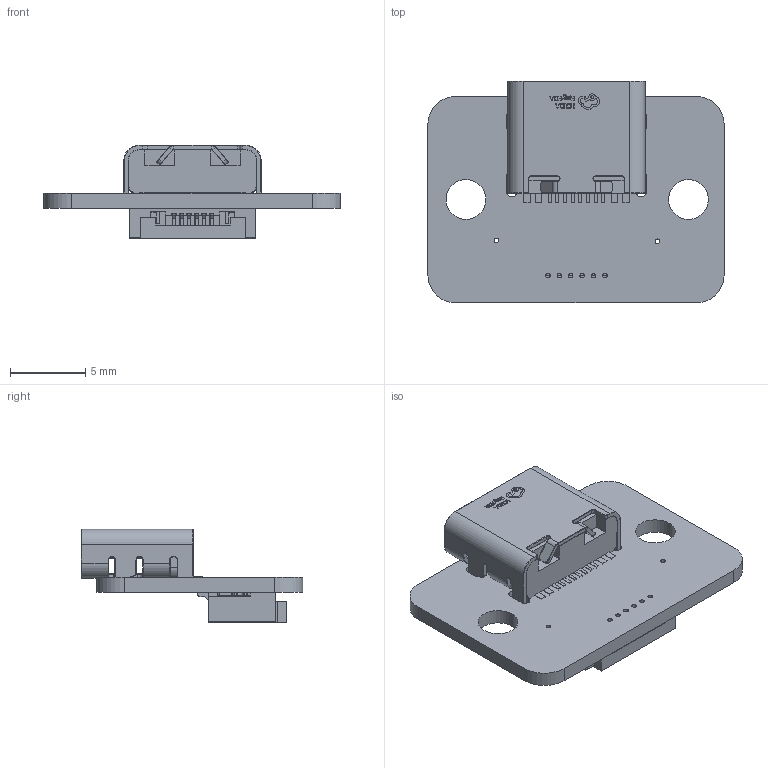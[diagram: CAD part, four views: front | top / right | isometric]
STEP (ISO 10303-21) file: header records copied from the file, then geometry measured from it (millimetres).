
FILE_DESCRIPTION(/* description */ (''),/* implementation_level */ '2;1');
FILE_NAME(/* name */ 'SG-61_USB.step',/* time_stamp */ '2022-10-30T18:15:55+08:00',/* author */ (''),/* organization */ (''),/* preprocessor_version */ 'ST-DEVELOPER v19.2',/* originating_system */ 'Autodesk Translation Framework v11.17.0.187',/* authorisation */ '');
FILE_SCHEMA (('AUTOMOTIVE_DESIGN { 1 0 10303 214 3 1 1 }'));
Length unit declared in the file: millimetre
Products named in the file (8): SG-61_USB; COMPOUND; FPC1; FPC-SMD_6P-P0.50_DEALON_0.5K-DX-6PWB; COMPOUND (1); USB1; usb-c-smd_kh-type-c-16p; COMPOUND (2)
Assembly tree (7 placements, depth 4):
  SG-61_USB
    COMPOUND
    FPC1
      FPC-SMD_6P-P0.50_DEALON_0.5K-DX-6PWB
        COMPOUND (1)
    USB1
      usb-c-smd_kh-type-c-16p
        COMPOUND (2)
Bounding box: 19.75 x 14.76 x 6.22 mm (x, y, z)
Volume: 444.6 mm3; surface area: 1335.8 mm2
Topology: 25 solids, 25 shells, 1444 faces, 3793 edges, 2434 vertices
Faces by surface type: plane 847, cylinder 263, bspline 234, torus 100
Full cylindrical faces by diameter (mm): 0.3 x9, 0.305 x2, 0.511 x2, 0.7 x2
Entity records: 48611 total; most frequent: CARTESIAN_POINT 11764, ORIENTED_EDGE 7586, DIRECTION 6791, EDGE_CURVE 3793, LINE 2697, VECTOR 2697, VERTEX_POINT 2434, AXIS2_PLACEMENT_3D 2047
